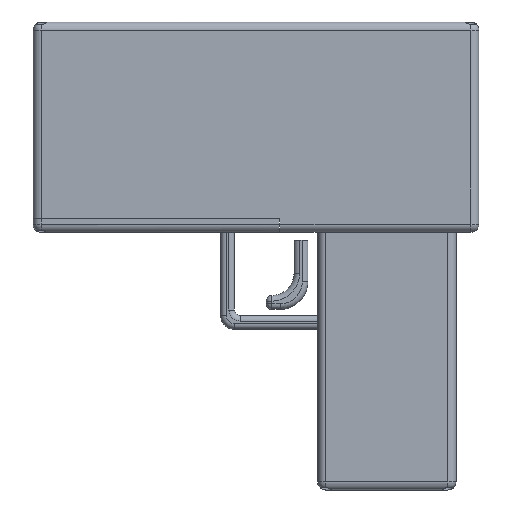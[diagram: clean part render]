
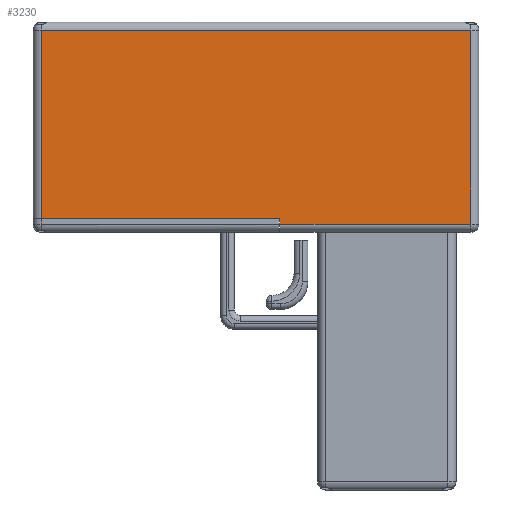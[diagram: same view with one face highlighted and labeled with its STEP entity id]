
A CAD part, front view. The second image highlights one B-rep face of the part: STEP entity #3230.
In plain terms, the highlighted planar face has unit normal (0, -1, 0).
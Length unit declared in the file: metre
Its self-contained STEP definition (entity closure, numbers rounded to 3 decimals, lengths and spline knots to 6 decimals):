
#483=ORIENTED_EDGE('',*,*,#1408,.F.);
#484=ORIENTED_EDGE('',*,*,#1409,.T.);
#485=ORIENTED_EDGE('',*,*,#1410,.T.);
#486=ORIENTED_EDGE('',*,*,#1411,.T.);
#487=ORIENTED_EDGE('',*,*,#1412,.T.);
#488=ORIENTED_EDGE('',*,*,#1413,.F.);
#1408=EDGE_CURVE('',#1863,#1864,#2176,.T.);
#1409=EDGE_CURVE('',#1863,#1865,#2177,.F.);
#1410=EDGE_CURVE('',#1865,#1866,#2178,.F.);
#1411=EDGE_CURVE('',#1866,#1867,#2179,.T.);
#1412=EDGE_CURVE('',#1867,#1868,#2180,.T.);
#1413=EDGE_CURVE('',#1864,#1868,#2181,.T.);
#1863=VERTEX_POINT('',#5127);
#1864=VERTEX_POINT('',#5128);
#1865=VERTEX_POINT('',#5130);
#1866=VERTEX_POINT('',#5132);
#1867=VERTEX_POINT('',#5134);
#1868=VERTEX_POINT('',#5136);
#2176=LINE('',#5126,#2446);
#2177=LINE('',#5129,#2447);
#2178=LINE('',#5131,#2448);
#2179=LINE('',#5133,#2449);
#2180=LINE('',#5135,#2450);
#2181=LINE('',#5137,#2451);
#2446=VECTOR('',#4023,1.);
#2447=VECTOR('',#4024,1.);
#2448=VECTOR('',#4025,1.);
#2449=VECTOR('',#4026,1.);
#2450=VECTOR('',#4027,1.);
#2451=VECTOR('',#4028,1.);
#2637=EDGE_LOOP('',(#483,#484,#485,#486,#487,#488));
#2889=FACE_BOUND('',#2637,.T.);
#3136=PLANE('',#3509);
#3230=ADVANCED_FACE('',(#2889),#3136,.T.);
#3509=AXIS2_PLACEMENT_3D('',#5125,#4021,#4022);
#4021=DIRECTION('',(0.,-1.,0.));
#4022=DIRECTION('',(1.,0.,0.));
#4023=DIRECTION('',(0.,0.,1.));
#4024=DIRECTION('',(-1.,0.,0.));
#4025=DIRECTION('',(0.,0.,-1.));
#4026=DIRECTION('',(-1.,0.,0.));
#4027=DIRECTION('',(0.,0.,-1.));
#4028=DIRECTION('',(-1.,0.,0.));
#5125=CARTESIAN_POINT('',(0.,-0.037,0.02));
#5126=CARTESIAN_POINT('',(0.03959,-0.037,-0.053));
#5127=CARTESIAN_POINT('',(0.03959,-0.037,-0.05));
#5128=CARTESIAN_POINT('',(0.03959,-0.037,-0.048));
#5129=CARTESIAN_POINT('',(0.,-0.037,-0.05));
#5130=CARTESIAN_POINT('',(0.1085,-0.037,-0.05));
#5131=CARTESIAN_POINT('',(0.1085,-0.037,0.02));
#5132=CARTESIAN_POINT('',(0.1085,-0.037,0.02));
#5133=CARTESIAN_POINT('',(0.,-0.037,0.02));
#5134=CARTESIAN_POINT('',(-0.0465,-0.037,0.02));
#5135=CARTESIAN_POINT('',(-0.0465,-0.037,-0.048));
#5136=CARTESIAN_POINT('',(-0.0465,-0.037,-0.048));
#5137=CARTESIAN_POINT('',(0.,-0.037,-0.048));
